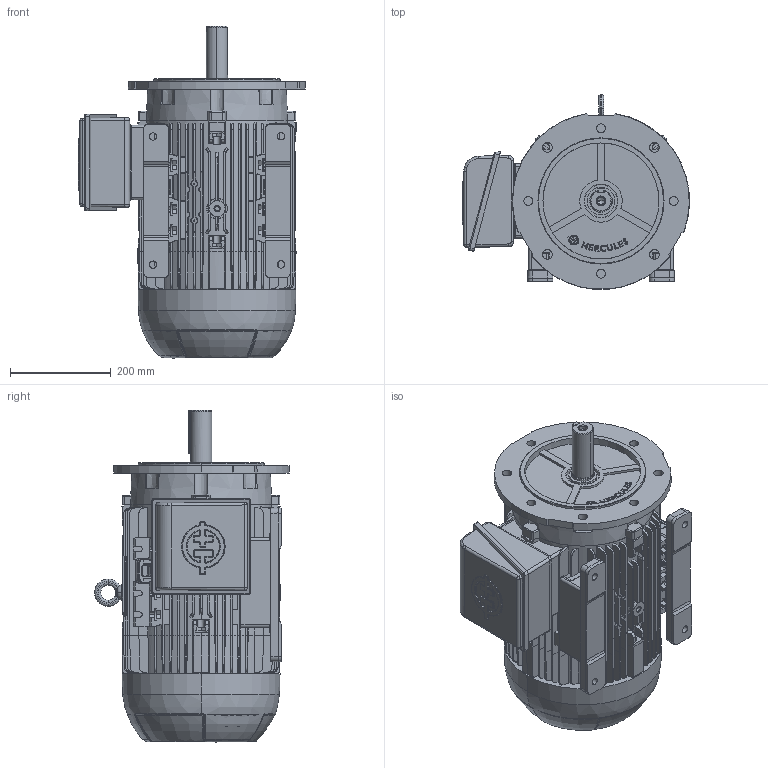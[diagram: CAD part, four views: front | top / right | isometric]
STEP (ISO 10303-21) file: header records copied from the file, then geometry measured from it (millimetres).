
FILE_DESCRIPTION (( 'STEP AP203' ), '1' );
FILE_NAME ('160L_CP_FF_RIGHT.STEP', '2022-07-16T09:54:12', ( '' ), ( '' ), 'SwSTEP 2.0', 'SolidWorks 2020', '' );
FILE_SCHEMA (( 'CONFIG_CONTROL_DESIGN' ));
Length unit declared in the file: millimetre
Products named in the file (12): 160L_CP_FF_RIGHT; 105012100; 105006202_casca_USINADO; Eixo IEC160 2P_casca_50.5342.002; 105006203_casca_Usinado; 105035274_casca_50.5307.118; 105030278_casca; 105032 DIN6885 AB - ABNT C_10.5032.049; 105006204-205_casca_50.5307.125 (L); 105033082_�40; 105035281_casca_50.5307.142; 105035280_casca_50.5307.143
Assembly tree (11 placements, depth 2):
  160L_CP_FF_RIGHT
    105006204-205_casca_50.5307.125 (L)
    Eixo IEC160 2P_casca_50.5342.002
    105006202_casca_USINADO
    105006203_casca_Usinado
    105033082_�40
    105030278_casca
    105012100
    105032 DIN6885 AB - ABNT C_10.5032.049
    105035280_casca_50.5307.143
    105035281_casca_50.5307.142
    105035274_casca_50.5307.118
Bounding box: 449.9 x 386 x 658 mm (x, y, z)
Volume: 41846012.5 mm3; surface area: 1943954.2 mm2
Topology: 11 solids, 14 shells, 3460 faces, 9270 edges, 5922 vertices
Faces by surface type: plane 1619, cylinder 1022, bspline 407, cone 283, torus 120, sphere 9
Entity records: 126339 total; most frequent: CARTESIAN_POINT 45548, ORIENTED_EDGE 18520, DIRECTION 14325, EDGE_CURVE 9260, VERTEX_POINT 5922, LINE 4997, VECTOR 4997, AXIS2_PLACEMENT_3D 4664
